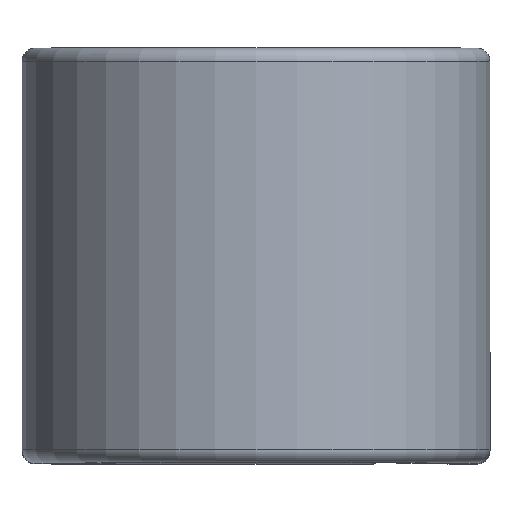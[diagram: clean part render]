
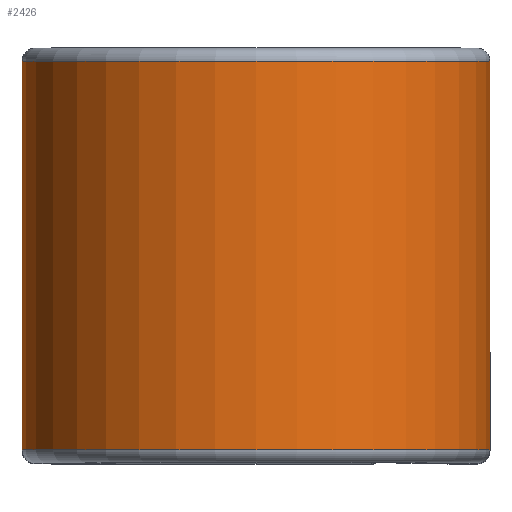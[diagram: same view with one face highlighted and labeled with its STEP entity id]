
A CAD part, top view. The second image highlights one B-rep face of the part: STEP entity #2426.
In plain terms, the highlighted cylindrical face has radius 13.424 mm (diameter 26.848 mm), a partial arc.
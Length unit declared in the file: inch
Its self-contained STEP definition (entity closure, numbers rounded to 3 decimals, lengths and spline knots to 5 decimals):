
#13 = CARTESIAN_POINT ( 'NONE',  ( -0.5285, 0.43875, 0.812 ) ) ;
#34 = VERTEX_POINT ( 'NONE', #1516 ) ;
#315 = EDGE_CURVE ( 'NONE', #1624, #34, #1849, .T. ) ;
#353 = DIRECTION ( 'NONE',  ( 0., 0., -1. ) ) ;
#410 = CARTESIAN_POINT ( 'NONE',  ( 0.5285, 0.43875, 0.812 ) ) ;
#443 = AXIS2_PLACEMENT_3D ( 'NONE', #2232, #836, #2481 ) ;
#518 = CARTESIAN_POINT ( 'NONE',  ( 0.5285, -0.43875, 0.812 ) ) ;
#665 = CARTESIAN_POINT ( 'NONE',  ( 0.5285, 0.43875, 0.812 ) ) ;
#818 = DIRECTION ( 'NONE',  ( 0., -1., 0. ) ) ;
#836 = DIRECTION ( 'NONE',  ( 0., -1., 0. ) ) ;
#1003 = CIRCLE ( 'NONE', #2860, 0.5285 ) ;
#1206 = CARTESIAN_POINT ( 'NONE',  ( 0., -0.43875, 0.812 ) ) ;
#1239 = VERTEX_POINT ( 'NONE', #518 ) ;
#1366 = CYLINDRICAL_SURFACE ( 'NONE', #2429, 0.5285 ) ;
#1440 = DIRECTION ( 'NONE',  ( 0., 0., -1. ) ) ;
#1516 = CARTESIAN_POINT ( 'NONE',  ( -0.5285, 0.43875, 0.812 ) ) ;
#1544 = ORIENTED_EDGE ( 'NONE', *, *, #2774, .F. ) ;
#1624 = VERTEX_POINT ( 'NONE', #665 ) ;
#1763 = CARTESIAN_POINT ( 'NONE',  ( 0., 0.4375, 0.812 ) ) ;
#1799 = EDGE_CURVE ( 'NONE', #1239, #1624, #2622, .T. ) ;
#1849 = CIRCLE ( 'NONE', #443, 0.5285 ) ;
#1852 = ORIENTED_EDGE ( 'NONE', *, *, #315, .T. ) ;
#2007 = VECTOR ( 'NONE', #2288, 39.37008 ) ;
#2016 = EDGE_CURVE ( 'NONE', #1239, #2486, #1003, .T. ) ;
#2094 = VECTOR ( 'NONE', #2354, 39.37008 ) ;
#2149 = EDGE_LOOP ( 'NONE', ( #2475, #1852, #1544, #2991 ) ) ;
#2232 = CARTESIAN_POINT ( 'NONE',  ( 0., 0.43875, 0.812 ) ) ;
#2284 = FACE_OUTER_BOUND ( 'NONE', #2149, .T. ) ;
#2288 = DIRECTION ( 'NONE',  ( 0., 1., 0. ) ) ;
#2354 = DIRECTION ( 'NONE',  ( 0., 1., 0. ) ) ;
#2426 = ADVANCED_FACE ( 'NONE', ( #2284 ), #1366, .T. ) ;
#2429 = AXIS2_PLACEMENT_3D ( 'NONE', #1763, #818, #353 ) ;
#2475 = ORIENTED_EDGE ( 'NONE', *, *, #1799, .T. ) ;
#2481 = DIRECTION ( 'NONE',  ( 0., 0., -1. ) ) ;
#2486 = VERTEX_POINT ( 'NONE', #2504 ) ;
#2504 = CARTESIAN_POINT ( 'NONE',  ( -0.5285, -0.43875, 0.812 ) ) ;
#2622 = LINE ( 'NONE', #410, #2007 ) ;
#2720 = LINE ( 'NONE', #13, #2094 ) ;
#2774 = EDGE_CURVE ( 'NONE', #2486, #34, #2720, .T. ) ;
#2841 = DIRECTION ( 'NONE',  ( 0., -1., 0. ) ) ;
#2860 = AXIS2_PLACEMENT_3D ( 'NONE', #1206, #2841, #1440 ) ;
#2991 = ORIENTED_EDGE ( 'NONE', *, *, #2016, .F. ) ;
